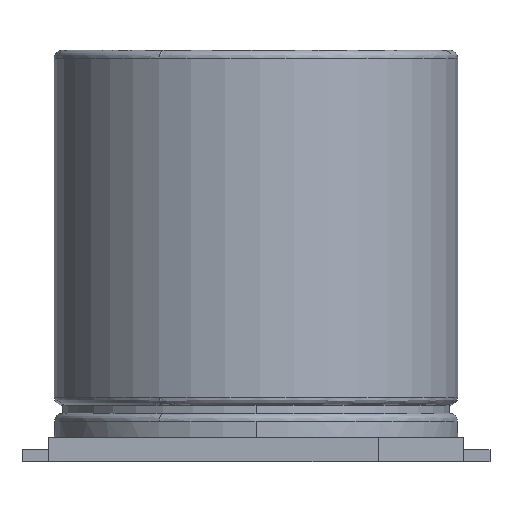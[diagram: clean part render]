
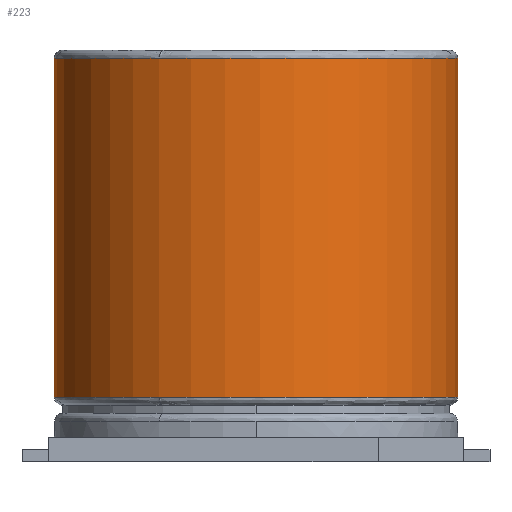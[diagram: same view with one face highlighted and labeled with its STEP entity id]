
A CAD part, left-side view. The second image highlights one B-rep face of the part: STEP entity #223.
In plain terms, the highlighted cylindrical face has radius 5 mm (diameter 10 mm), a partial arc.
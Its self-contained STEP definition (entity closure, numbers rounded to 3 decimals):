
#159 = VERTEX_POINT ( 'NONE', #528 ) ;
#164 = EDGE_CURVE ( 'NONE', #165, #312, #522, .T. ) ;
#165 = VERTEX_POINT ( 'NONE', #548 ) ;
#184 = EDGE_CURVE ( 'NONE', #312, #320, #934, .T. ) ;
#211 = EDGE_CURVE ( 'NONE', #393, #159, #953, .T. ) ;
#221 = EDGE_CURVE ( 'NONE', #165, #393, #1026, .T. ) ;
#222 = EDGE_LOOP ( 'NONE', ( #224, #225, #226, #227, #228, #229 ) ) ;
#223 = ADVANCED_FACE ( 'NONE', ( #1027 ), #1055, .T. ) ;
#224 = ORIENTED_EDGE ( 'NONE', *, *, #343, .F. ) ;
#225 = ORIENTED_EDGE ( 'NONE', *, *, #211, .F. ) ;
#226 = ORIENTED_EDGE ( 'NONE', *, *, #221, .F. ) ;
#227 = ORIENTED_EDGE ( 'NONE', *, *, #164, .T. ) ;
#228 = ORIENTED_EDGE ( 'NONE', *, *, #184, .T. ) ;
#229 = ORIENTED_EDGE ( 'NONE', *, *, #230, .T. ) ;
#230 = EDGE_CURVE ( 'NONE', #320, #344, #1056, .T. ) ;
#312 = VERTEX_POINT ( 'NONE', #974 ) ;
#320 = VERTEX_POINT ( 'NONE', #1519 ) ;
#343 = EDGE_CURVE ( 'NONE', #159, #344, #1458, .T. ) ;
#344 = VERTEX_POINT ( 'NONE', #1401 ) ;
#393 = VERTEX_POINT ( 'NONE', #1626 ) ;
#519 = DIRECTION ( 'NONE',  ( 0., 0., -1. ) ) ;
#520 = VECTOR ( 'NONE', #519, 1000. ) ;
#521 = CARTESIAN_POINT ( 'NONE',  ( 0., 5., 10. ) ) ;
#522 = LINE ( 'NONE', #521, #520 ) ;
#528 = CARTESIAN_POINT ( 'NONE',  ( 0., -5., 10. ) ) ;
#548 = CARTESIAN_POINT ( 'NONE',  ( 0., 5., 10. ) ) ;
#930 = DIRECTION ( 'NONE',  ( -0.878, 0.479, 0. ) ) ;
#931 = DIRECTION ( 'NONE',  ( 0., 0., 1. ) ) ;
#932 = CARTESIAN_POINT ( 'NONE',  ( 0., 0., 1.6 ) ) ;
#933 = AXIS2_PLACEMENT_3D ( 'NONE', #932, #931, #930 ) ;
#934 = CIRCLE ( 'NONE', #933, 5. ) ;
#950 = DIRECTION ( 'NONE',  ( 0., 0., 1. ) ) ;
#951 = CARTESIAN_POINT ( 'NONE',  ( 0., 0., 10. ) ) ;
#952 = AXIS2_PLACEMENT_3D ( 'NONE', #951, #950, #994 ) ;
#953 = CIRCLE ( 'NONE', #952, 5. ) ;
#974 = CARTESIAN_POINT ( 'NONE',  ( 0., 5., 1.6 ) ) ;
#994 = DIRECTION ( 'NONE',  ( 0.878, -0.479, 0. ) ) ;
#1022 = DIRECTION ( 'NONE',  ( -0.878, 0.479, 0. ) ) ;
#1023 = DIRECTION ( 'NONE',  ( 0., 0., 1. ) ) ;
#1024 = CARTESIAN_POINT ( 'NONE',  ( 0., 0., 10. ) ) ;
#1025 = AXIS2_PLACEMENT_3D ( 'NONE', #1024, #1023, #1022 ) ;
#1026 = CIRCLE ( 'NONE', #1025, 5. ) ;
#1027 = FACE_OUTER_BOUND ( 'NONE', #222, .T. ) ;
#1047 = DIRECTION ( 'NONE',  ( -0.878, 0.479, 0. ) ) ;
#1048 = DIRECTION ( 'NONE',  ( 0., 0., 1. ) ) ;
#1049 = CARTESIAN_POINT ( 'NONE',  ( 0., 0., 1.6 ) ) ;
#1050 = AXIS2_PLACEMENT_3D ( 'NONE', #1049, #1048, #1047 ) ;
#1052 = DIRECTION ( 'NONE',  ( 0., 1., 0. ) ) ;
#1053 = DIRECTION ( 'NONE',  ( 0., 0., -1. ) ) ;
#1054 = AXIS2_PLACEMENT_3D ( 'NONE', #1057, #1053, #1052 ) ;
#1055 = CYLINDRICAL_SURFACE ( 'NONE', #1054, 5. ) ;
#1056 = CIRCLE ( 'NONE', #1050, 5. ) ;
#1057 = CARTESIAN_POINT ( 'NONE',  ( 0., 0., 10. ) ) ;
#1401 = CARTESIAN_POINT ( 'NONE',  ( 0., -5., 1.6 ) ) ;
#1402 = DIRECTION ( 'NONE',  ( 0., 0., -1. ) ) ;
#1403 = VECTOR ( 'NONE', #1402, 1000. ) ;
#1404 = CARTESIAN_POINT ( 'NONE',  ( 0., -5., 10. ) ) ;
#1458 = LINE ( 'NONE', #1404, #1403 ) ;
#1519 = CARTESIAN_POINT ( 'NONE',  ( -4.388, 2.397, 1.6 ) ) ;
#1626 = CARTESIAN_POINT ( 'NONE',  ( -4.388, 2.397, 10. ) ) ;
